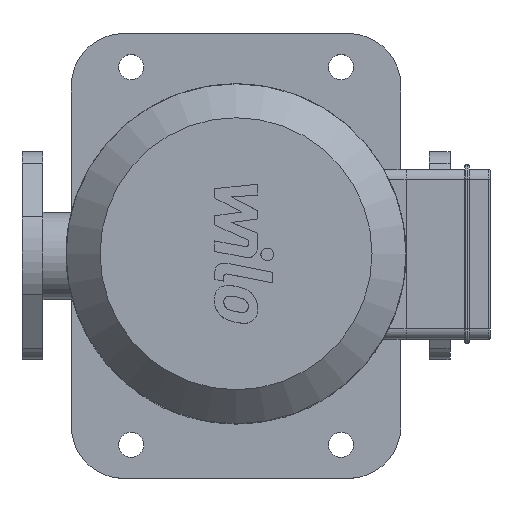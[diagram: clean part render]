
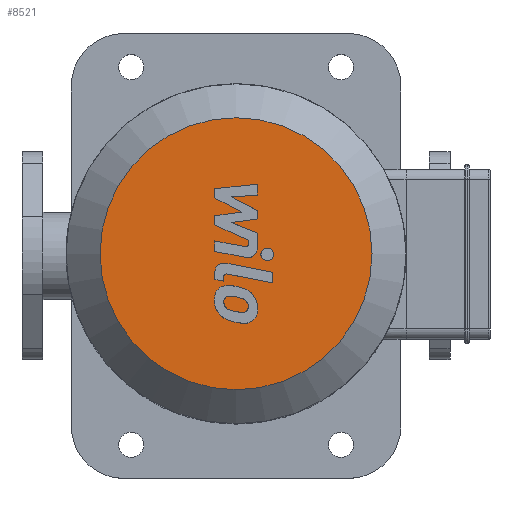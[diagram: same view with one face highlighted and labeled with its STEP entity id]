
A CAD part, top view. The second image highlights one B-rep face of the part: STEP entity #8521.
In plain terms, the highlighted planar face has unit normal (0, 0, 1).
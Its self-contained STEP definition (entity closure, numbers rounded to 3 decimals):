
#1850=PLANE('',#9365);
#2397=FACE_OUTER_BOUND('',#2934,.T.);
#2934=EDGE_LOOP('',(#7455));
#3477=CIRCLE('',#9366,64.8);
#4178=VERTEX_POINT('',#14465);
#5323=EDGE_CURVE('',#4178,#4178,#3477,.T.);
#7455=ORIENTED_EDGE('',*,*,#5323,.F.);
#8521=ADVANCED_FACE('',(#2397),#1850,.T.);
#9365=AXIS2_PLACEMENT_3D('',#14464,#11510,#11511);
#9366=AXIS2_PLACEMENT_3D('',#14466,#11512,#11513);
#11510=DIRECTION('center_axis',(0.,0.,
1.));
#11511=DIRECTION('ref_axis',(0.,-1.,0.));
#11512=DIRECTION('center_axis',(0.,0.,
-1.));
#11513=DIRECTION('ref_axis',(0.,1.,0.));
#14464=CARTESIAN_POINT('Origin',(0.,32.4,627.5));
#14465=CARTESIAN_POINT('',(0.,64.8,627.5));
#14466=CARTESIAN_POINT('Origin',(0.,0.,627.5));
